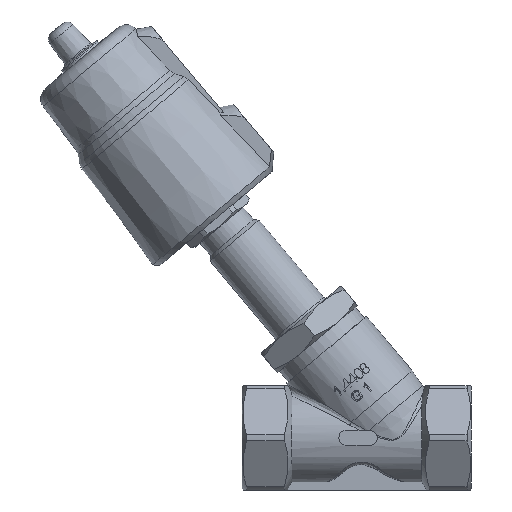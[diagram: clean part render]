
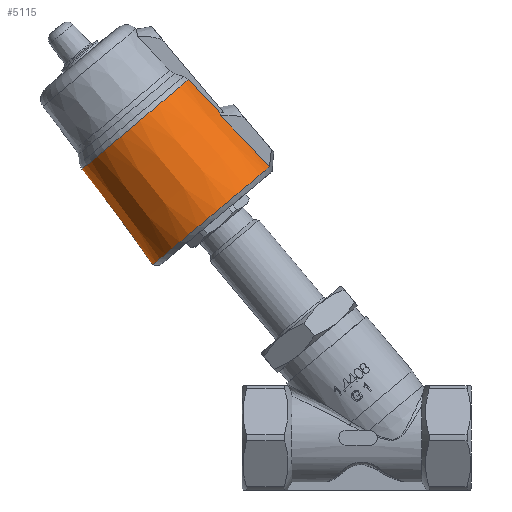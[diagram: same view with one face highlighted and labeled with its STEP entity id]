
A CAD part, left-side view. The second image highlights one B-rep face of the part: STEP entity #5115.
In plain terms, the highlighted conical face has half-angle 3.414 degrees and reference radius 29.475 mm.
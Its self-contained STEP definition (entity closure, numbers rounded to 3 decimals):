
#108=B_SPLINE_CURVE_WITH_KNOTS('',3,(#7174,#7175,#7176,#7177),
 .UNSPECIFIED.,.F.,.F.,(4,4),(3.068,3.242),
 .UNSPECIFIED.);
#109=B_SPLINE_CURVE_WITH_KNOTS('',3,(#7189,#7190,#7191,#7192),
 .UNSPECIFIED.,.F.,.F.,(4,4),(1.198,1.372),
 .UNSPECIFIED.);
#1120=(
BOUNDED_CURVE()
B_SPLINE_CURVE(2,(#7202,#7203,#7204),.UNSPECIFIED.,.F.,.F.)
B_SPLINE_CURVE_WITH_KNOTS((3,3),(0.,1.713),.UNSPECIFIED.)
CURVE()
GEOMETRIC_REPRESENTATION_ITEM()
RATIONAL_B_SPLINE_CURVE((1.,1.,1.))
REPRESENTATION_ITEM('')
);
#1121=(
BOUNDED_CURVE()
B_SPLINE_CURVE(2,(#7205,#7206,#7207),.UNSPECIFIED.,.F.,.F.)
B_SPLINE_CURVE_WITH_KNOTS((3,3),(0.,1.078),.UNSPECIFIED.)
CURVE()
GEOMETRIC_REPRESENTATION_ITEM()
RATIONAL_B_SPLINE_CURVE((1.,1.,1.))
REPRESENTATION_ITEM('')
);
#1123=(
BOUNDED_CURVE()
B_SPLINE_CURVE(2,(#7216,#7217,#7218),.UNSPECIFIED.,.F.,.F.)
B_SPLINE_CURVE_WITH_KNOTS((3,3),(0.492,2.204),
 .UNSPECIFIED.)
CURVE()
GEOMETRIC_REPRESENTATION_ITEM()
RATIONAL_B_SPLINE_CURVE((1.,1.,1.))
REPRESENTATION_ITEM('')
);
#1124=(
BOUNDED_CURVE()
B_SPLINE_CURVE(2,(#7219,#7220,#7221),.UNSPECIFIED.,.F.,.F.)
B_SPLINE_CURVE_WITH_KNOTS((3,3),(0.354,1.433),
 .UNSPECIFIED.)
CURVE()
GEOMETRIC_REPRESENTATION_ITEM()
RATIONAL_B_SPLINE_CURVE((1.,1.,1.))
REPRESENTATION_ITEM('')
);
#1125=(
BOUNDED_CURVE()
B_SPLINE_CURVE(2,(#7223,#7224,#7225),.UNSPECIFIED.,.F.,.F.)
B_SPLINE_CURVE_WITH_KNOTS((3,3),(0.632,2.44),
 .UNSPECIFIED.)
CURVE()
GEOMETRIC_REPRESENTATION_ITEM()
RATIONAL_B_SPLINE_CURVE((1.,1.,1.))
REPRESENTATION_ITEM('')
);
#1126=(
BOUNDED_CURVE()
B_SPLINE_CURVE(2,(#7228,#7229,#7230),.UNSPECIFIED.,.F.,.F.)
B_SPLINE_CURVE_WITH_KNOTS((3,3),(0.,1.808),.UNSPECIFIED.)
CURVE()
GEOMETRIC_REPRESENTATION_ITEM()
RATIONAL_B_SPLINE_CURVE((1.,1.,1.))
REPRESENTATION_ITEM('')
);
#1191=CONICAL_SURFACE('',#5485,29.475,3.414);
#1308=FACE_OUTER_BOUND('',#1640,.T.);
#1640=EDGE_LOOP('',(#3656,#3657,#3658,#3659,#3660,#3661,#3662,#3663,#3664,
#3665));
#1970=CIRCLE('',#5484,30.752);
#1971=CIRCLE('',#5486,27.97);
#2148=VERTEX_POINT('',#7169);
#2149=VERTEX_POINT('',#7173);
#2152=VERTEX_POINT('',#7184);
#2153=VERTEX_POINT('',#7188);
#2154=VERTEX_POINT('',#7197);
#2155=VERTEX_POINT('',#7201);
#2156=VERTEX_POINT('',#7209);
#2157=VERTEX_POINT('',#7215);
#2158=VERTEX_POINT('',#7222);
#2159=VERTEX_POINT('',#7226);
#2724=EDGE_CURVE('',#2149,#2148,#108,.T.);
#2728=EDGE_CURVE('',#2153,#2152,#109,.T.);
#2731=EDGE_CURVE('',#2155,#2154,#1120,.T.);
#2732=EDGE_CURVE('',#2155,#2148,#1121,.T.);
#2734=EDGE_CURVE('',#2154,#2156,#1970,.T.);
#2735=EDGE_CURVE('',#2156,#2157,#1123,.T.);
#2736=EDGE_CURVE('',#2153,#2157,#1124,.T.);
#2737=EDGE_CURVE('',#2152,#2158,#1125,.T.);
#2738=EDGE_CURVE('',#2159,#2158,#1971,.T.);
#2739=EDGE_CURVE('',#2159,#2149,#1126,.T.);
#3656=ORIENTED_EDGE('',*,*,#2734,.T.);
#3657=ORIENTED_EDGE('',*,*,#2735,.T.);
#3658=ORIENTED_EDGE('',*,*,#2736,.F.);
#3659=ORIENTED_EDGE('',*,*,#2728,.T.);
#3660=ORIENTED_EDGE('',*,*,#2737,.T.);
#3661=ORIENTED_EDGE('',*,*,#2738,.F.);
#3662=ORIENTED_EDGE('',*,*,#2739,.T.);
#3663=ORIENTED_EDGE('',*,*,#2724,.T.);
#3664=ORIENTED_EDGE('',*,*,#2732,.F.);
#3665=ORIENTED_EDGE('',*,*,#2731,.T.);
#5115=ADVANCED_FACE('',(#1308),#1191,.T.);
#5484=AXIS2_PLACEMENT_3D('',#7213,#6008,#6009);
#5485=AXIS2_PLACEMENT_3D('',#7214,#6010,#6011);
#5486=AXIS2_PLACEMENT_3D('',#7227,#6012,#6013);
#6008=DIRECTION('center_axis',(0.,0.643,
0.766));
#6009=DIRECTION('ref_axis',(0.,-0.766,0.643));
#6010=DIRECTION('center_axis',(0.,-0.643,
-0.766));
#6011=DIRECTION('ref_axis',(0.,-0.766,0.643));
#6012=DIRECTION('center_axis',(0.,0.643,
0.766));
#6013=DIRECTION('ref_axis',(0.,0.766,-0.643));
#7169=CARTESIAN_POINT('',(10.,8.479,113.308));
#7173=CARTESIAN_POINT('',(8.5,8.714,114.283));
#7174=CARTESIAN_POINT('Ctrl Pts',(8.5,8.714,114.283));
#7175=CARTESIAN_POINT('Ctrl Pts',(9.024,8.645,113.978));
#7176=CARTESIAN_POINT('Ctrl Pts',(9.526,8.566,113.65));
#7177=CARTESIAN_POINT('Ctrl Pts',(10.,8.479,113.308));
#7184=CARTESIAN_POINT('',(-8.5,8.714,114.283));
#7188=CARTESIAN_POINT('',(-10.,8.479,113.308));
#7189=CARTESIAN_POINT('Ctrl Pts',(-10.,8.479,113.308));
#7190=CARTESIAN_POINT('Ctrl Pts',(-9.526,8.566,113.65));
#7191=CARTESIAN_POINT('Ctrl Pts',(-9.024,8.645,113.978));
#7192=CARTESIAN_POINT('Ctrl Pts',(-8.5,8.714,114.283));
#7197=CARTESIAN_POINT('',(10.,-10.741,93.14));
#7201=CARTESIAN_POINT('',(10.,1.009,105.471));
#7202=CARTESIAN_POINT('Ctrl Pts',(10.,1.009,105.471));
#7203=CARTESIAN_POINT('Ctrl Pts',(10.,-4.756,99.422));
#7204=CARTESIAN_POINT('Ctrl Pts',(10.,-10.741,93.14));
#7205=CARTESIAN_POINT('Ctrl Pts',(10.,1.009,105.471));
#7206=CARTESIAN_POINT('Ctrl Pts',(10.,4.79,109.438));
#7207=CARTESIAN_POINT('Ctrl Pts',(10.,8.479,113.308));
#7209=CARTESIAN_POINT('',(-10.,-10.741,93.14));
#7213=CARTESIAN_POINT('Origin',(0.,11.536,74.448));
#7214=CARTESIAN_POINT('Origin',(0.,25.291,90.84));
#7215=CARTESIAN_POINT('',(-10.,1.009,105.471));
#7216=CARTESIAN_POINT('Ctrl Pts',(-10.,-10.741,93.14));
#7217=CARTESIAN_POINT('Ctrl Pts',(-10.,-4.756,99.422));
#7218=CARTESIAN_POINT('Ctrl Pts',(-10.,1.009,105.471));
#7219=CARTESIAN_POINT('Ctrl Pts',(-10.,8.479,113.308));
#7220=CARTESIAN_POINT('Ctrl Pts',(-10.,4.79,109.438));
#7221=CARTESIAN_POINT('Ctrl Pts',(-10.,1.009,105.471));
#7222=CARTESIAN_POINT('',(-8.5,21.089,127.289));
#7223=CARTESIAN_POINT('Ctrl Pts',(-8.5,8.714,114.283));
#7224=CARTESIAN_POINT('Ctrl Pts',(-8.5,15.028,120.921));
#7225=CARTESIAN_POINT('Ctrl Pts',(-8.5,21.089,127.289));
#7226=CARTESIAN_POINT('',(8.5,21.089,127.289));
#7227=CARTESIAN_POINT('Origin',(0.,41.502,110.16));
#7228=CARTESIAN_POINT('Ctrl Pts',(8.5,21.089,127.289));
#7229=CARTESIAN_POINT('Ctrl Pts',(8.5,15.028,120.921));
#7230=CARTESIAN_POINT('Ctrl Pts',(8.5,8.714,114.283));
